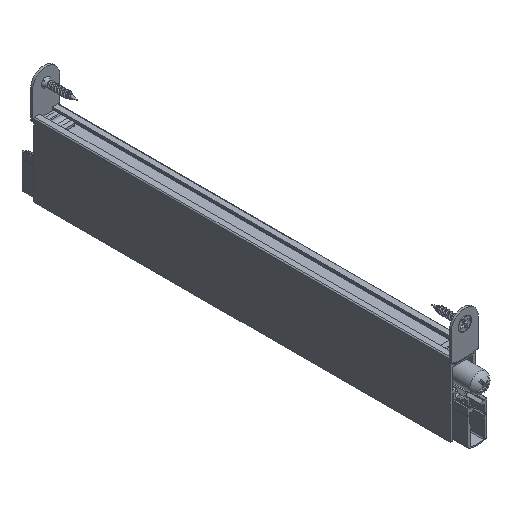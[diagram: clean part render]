
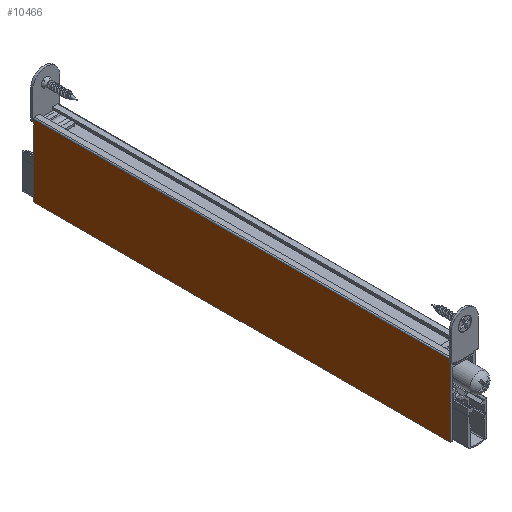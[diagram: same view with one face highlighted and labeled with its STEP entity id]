
A CAD part, isometric view. The second image highlights one B-rep face of the part: STEP entity #10466.
In plain terms, the highlighted planar face has unit normal (-1, 0, 0).
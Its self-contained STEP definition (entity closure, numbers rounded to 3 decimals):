
#634=PLANE('',#11407);
#1091=LINE('',#14865,#2052);
#1092=LINE('',#14867,#2053);
#1093=LINE('',#14869,#2054);
#1094=LINE('',#14871,#2055);
#2052=VECTOR('',#12299,1000.);
#2053=VECTOR('',#12302,1000.);
#2054=VECTOR('',#12303,1000.);
#2055=VECTOR('',#12304,1000.);
#3047=ORIENTED_EDGE('',*,*,#6202,.F.);
#3048=ORIENTED_EDGE('',*,*,#6201,.F.);
#3049=ORIENTED_EDGE('',*,*,#6203,.T.);
#3050=ORIENTED_EDGE('',*,*,#6204,.T.);
#6201=EDGE_CURVE('',#7767,#7766,#1091,.T.);
#6202=EDGE_CURVE('',#7766,#7768,#1092,.T.);
#6203=EDGE_CURVE('',#7767,#7769,#1093,.T.);
#6204=EDGE_CURVE('',#7769,#7768,#1094,.T.);
#7766=VERTEX_POINT('',#14862);
#7767=VERTEX_POINT('',#14864);
#7768=VERTEX_POINT('',#14868);
#7769=VERTEX_POINT('',#14870);
#9000=EDGE_LOOP('',(#3047,#3048,#3049,#3050));
#9679=FACE_BOUND('',#9000,.T.);
#10466=ADVANCED_FACE('',(#9679),#634,.T.);
#11407=AXIS2_PLACEMENT_3D('',#14866,#12300,#12301);
#12299=DIRECTION('',(0.,-1.,0.));
#12300=DIRECTION('',(-1.,0.,0.));
#12301=DIRECTION('',(0.,0.,1.));
#12302=DIRECTION('',(0.,0.,-1.));
#12303=DIRECTION('',(0.,0.,-1.));
#12304=DIRECTION('',(0.,-1.,0.));
#14862=CARTESIAN_POINT('',(-6.,0.,21.733));
#14864=CARTESIAN_POINT('',(-6.,200.,21.733));
#14865=CARTESIAN_POINT('',(-6.,200.,21.733));
#14866=CARTESIAN_POINT('',(-6.,200.,21.733));
#14867=CARTESIAN_POINT('',(-6.,0.,21.733));
#14868=CARTESIAN_POINT('',(-6.,0.,-12.767));
#14869=CARTESIAN_POINT('',(-6.,200.,21.733));
#14870=CARTESIAN_POINT('',(-6.,200.,-12.767));
#14871=CARTESIAN_POINT('',(-6.,200.,-12.767));
